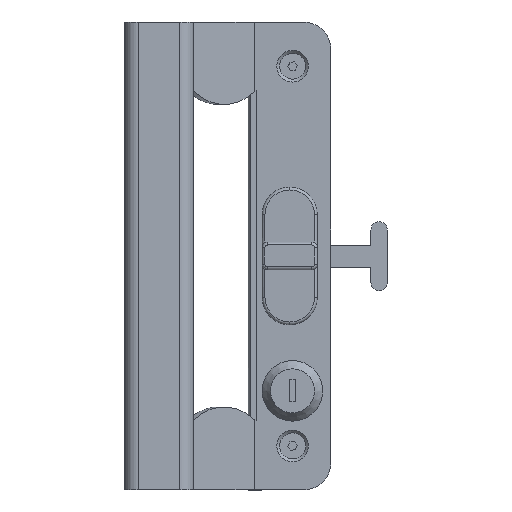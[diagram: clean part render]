
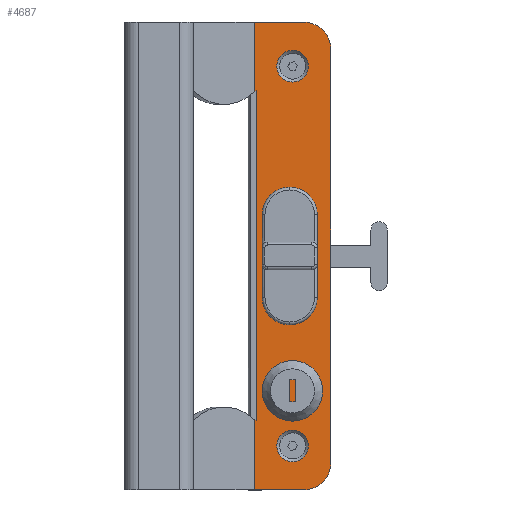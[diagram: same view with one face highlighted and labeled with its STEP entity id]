
A CAD part, top view. The second image highlights one B-rep face of the part: STEP entity #4687.
In plain terms, the highlighted planar face has unit normal (0, 0, 1).
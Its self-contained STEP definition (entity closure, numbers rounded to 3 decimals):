
#79 = VERTEX_POINT ( 'NONE', #5304 ) ;
#112 = EDGE_CURVE ( 'NONE', #4865, #625, #2421, .T. ) ;
#175 = DIRECTION ( 'NONE',  ( -1., 0., 0. ) ) ;
#237 = AXIS2_PLACEMENT_3D ( 'NONE', #2673, #4801, #513 ) ;
#255 = VECTOR ( 'NONE', #1093, 1000. ) ;
#279 = EDGE_LOOP ( 'NONE', ( #3725, #463, #2884, #2204, #577, #323, #4502, #4157, #1370, #3732 ) ) ;
#303 = CARTESIAN_POINT ( 'NONE',  ( 53.185, -39.704, 512. ) ) ;
#323 = ORIENTED_EDGE ( 'NONE', *, *, #2703, .F. ) ;
#463 = ORIENTED_EDGE ( 'NONE', *, *, #673, .F. ) ;
#513 = DIRECTION ( 'NONE',  ( 0., -1., 0. ) ) ;
#552 = CARTESIAN_POINT ( 'NONE',  ( 52.478, -64.823, 512. ) ) ;
#565 = AXIS2_PLACEMENT_3D ( 'NONE', #2435, #4153, #2861 ) ;
#577 = ORIENTED_EDGE ( 'NONE', *, *, #2512, .F. ) ;
#625 = VERTEX_POINT ( 'NONE', #1744 ) ;
#658 = CARTESIAN_POINT ( 'NONE',  ( 52.951, -39.588, 512. ) ) ;
#673 = EDGE_CURVE ( 'NONE', #2509, #2377, #2157, .T. ) ;
#685 = VERTEX_POINT ( 'NONE', #3440 ) ;
#721 = AXIS2_PLACEMENT_3D ( 'NONE', #1030, #1475, #175 ) ;
#757 = EDGE_LOOP ( 'NONE', ( #1094 ) ) ;
#796 = VERTEX_POINT ( 'NONE', #3368 ) ;
#814 = LINE ( 'NONE', #5065, #2624 ) ;
#880 = VECTOR ( 'NONE', #1689, 1000. ) ;
#948 = CARTESIAN_POINT ( 'NONE',  ( 52.478, 105.177, 512. ) ) ;
#1016 = DIRECTION ( 'NONE',  ( 0., 0., -1. ) ) ;
#1030 = CARTESIAN_POINT ( 'NONE',  ( 70.356, -54.823, 512. ) ) ;
#1079 = VERTEX_POINT ( 'NONE', #4491 ) ;
#1092 = CARTESIAN_POINT ( 'NONE',  ( 52.478, -39.36, 512. ) ) ;
#1093 = DIRECTION ( 'NONE',  ( 1., 0., 0. ) ) ;
#1094 = ORIENTED_EDGE ( 'NONE', *, *, #2167, .T. ) ;
#1221 = VECTOR ( 'NONE', #3564, 1000. ) ;
#1370 = ORIENTED_EDGE ( 'NONE', *, *, #1891, .T. ) ;
#1409 = FACE_BOUND ( 'NONE', #2310, .T. ) ;
#1475 = DIRECTION ( 'NONE',  ( 0., 0., -1. ) ) ;
#1492 = PLANE ( 'NONE',  #2831 ) ;
#1689 = DIRECTION ( 'NONE',  ( 0., 1., 0. ) ) ;
#1744 = CARTESIAN_POINT ( 'NONE',  ( 70.356, -64.823, 512. ) ) ;
#1770 = CARTESIAN_POINT ( 'NONE',  ( 53.185, -64.823, 512. ) ) ;
#1828 = CARTESIAN_POINT ( 'NONE',  ( 52.478, -64.823, 512. ) ) ;
#1891 = EDGE_CURVE ( 'NONE', #4865, #3689, #814, .T. ) ;
#2068 = DIRECTION ( 'NONE',  ( -1., 0., 0. ) ) ;
#2157 = LINE ( 'NONE', #4262, #880 ) ;
#2164 = LINE ( 'NONE', #2638, #1221 ) ;
#2167 = EDGE_CURVE ( 'NONE', #796, #796, #3166, .T. ) ;
#2181 = VERTEX_POINT ( 'NONE', #303 ) ;
#2200 = DIRECTION ( 'NONE',  ( 1., 0., 0. ) ) ;
#2204 = ORIENTED_EDGE ( 'NONE', *, *, #2921, .F. ) ;
#2236 = FACE_OUTER_BOUND ( 'NONE', #279, .T. ) ;
#2310 = EDGE_LOOP ( 'NONE', ( #2323 ) ) ;
#2322 =( BOUNDED_CURVE ( )  B_SPLINE_CURVE ( 3, ( #3825, #4660, #5539, #4689 ),
 .UNSPECIFIED., .F., .F. ) 
 B_SPLINE_CURVE_WITH_KNOTS ( ( 4, 4 ),
 ( 0.957, 0.979 ),
 .UNSPECIFIED. ) 
 CURVE ( )  GEOMETRIC_REPRESENTATION_ITEM ( )  RATIONAL_B_SPLINE_CURVE ( ( 1., 1., 1., 1. ) ) 
 REPRESENTATION_ITEM ( '' )  );
#2323 = ORIENTED_EDGE ( 'NONE', *, *, #5509, .T. ) ;
#2371 = CARTESIAN_POINT ( 'NONE',  ( 53.185, -39.704, 512. ) ) ;
#2377 = VERTEX_POINT ( 'NONE', #5369 ) ;
#2421 = CIRCLE ( 'NONE', #721, 10. ) ;
#2435 = CARTESIAN_POINT ( 'NONE',  ( 66.417, -48.823, 512. ) ) ;
#2509 = VERTEX_POINT ( 'NONE', #2824 ) ;
#2512 = EDGE_CURVE ( 'NONE', #79, #2181, #2527, .T. ) ;
#2527 =( BOUNDED_CURVE ( )  B_SPLINE_CURVE ( 3, ( #1092, #4505, #658, #2371 ),
 .UNSPECIFIED., .F., .F. ) 
 B_SPLINE_CURVE_WITH_KNOTS ( ( 4, 4 ),
 ( 5.304, 5.326 ),
 .UNSPECIFIED. ) 
 CURVE ( )  GEOMETRIC_REPRESENTATION_ITEM ( )  RATIONAL_B_SPLINE_CURVE ( ( 1., 1., 1., 1. ) ) 
 REPRESENTATION_ITEM ( '' )  );
#2624 = VECTOR ( 'NONE', #3386, 1000. ) ;
#2638 = CARTESIAN_POINT ( 'NONE',  ( 52.478, -64.823, 512. ) ) ;
#2648 = AXIS2_PLACEMENT_3D ( 'NONE', #4272, #3399, #2068 ) ;
#2650 = LINE ( 'NONE', #948, #4962 ) ;
#2673 = CARTESIAN_POINT ( 'NONE',  ( 66.417, 89.177, 512. ) ) ;
#2703 = EDGE_CURVE ( 'NONE', #4665, #79, #2164, .T. ) ;
#2743 = CIRCLE ( 'NONE', #2648, 10. ) ;
#2824 = CARTESIAN_POINT ( 'NONE',  ( 52.478, 79.93, 512. ) ) ;
#2831 = AXIS2_PLACEMENT_3D ( 'NONE', #552, #1016, #4874 ) ;
#2861 = DIRECTION ( 'NONE',  ( 0., -1., 0. ) ) ;
#2884 = ORIENTED_EDGE ( 'NONE', *, *, #5402, .F. ) ;
#2921 = EDGE_CURVE ( 'NONE', #2181, #685, #5170, .T. ) ;
#2990 = DIRECTION ( 'NONE',  ( 0., 1., 0. ) ) ;
#3166 = CIRCLE ( 'NONE', #565, 5.75 ) ;
#3213 = CARTESIAN_POINT ( 'NONE',  ( 52.478, -64.823, 512. ) ) ;
#3252 = VERTEX_POINT ( 'NONE', #5164 ) ;
#3368 = CARTESIAN_POINT ( 'NONE',  ( 66.417, -54.573, 512. ) ) ;
#3374 = EDGE_CURVE ( 'NONE', #4665, #625, #4920, .T. ) ;
#3386 = DIRECTION ( 'NONE',  ( 0., 1., 0. ) ) ;
#3399 = DIRECTION ( 'NONE',  ( 0., 0., -1. ) ) ;
#3440 = CARTESIAN_POINT ( 'NONE',  ( 53.185, 80.275, 512. ) ) ;
#3564 = DIRECTION ( 'NONE',  ( 0., 1., 0. ) ) ;
#3689 = VERTEX_POINT ( 'NONE', #3707 ) ;
#3707 = CARTESIAN_POINT ( 'NONE',  ( 80.356, 95.177, 512. ) ) ;
#3725 = ORIENTED_EDGE ( 'NONE', *, *, #4002, .F. ) ;
#3732 = ORIENTED_EDGE ( 'NONE', *, *, #5305, .F. ) ;
#3825 = CARTESIAN_POINT ( 'NONE',  ( 53.185, 80.275, 512. ) ) ;
#4002 = EDGE_CURVE ( 'NONE', #2377, #3252, #2650, .T. ) ;
#4153 = DIRECTION ( 'NONE',  ( 0., 0., -1. ) ) ;
#4157 = ORIENTED_EDGE ( 'NONE', *, *, #112, .F. ) ;
#4203 = CARTESIAN_POINT ( 'NONE',  ( 80.356, -54.823, 512. ) ) ;
#4262 = CARTESIAN_POINT ( 'NONE',  ( 52.478, -64.823, 512. ) ) ;
#4272 = CARTESIAN_POINT ( 'NONE',  ( 70.356, 95.177, 512. ) ) ;
#4372 = FACE_BOUND ( 'NONE', #757, .T. ) ;
#4491 = CARTESIAN_POINT ( 'NONE',  ( 66.417, 83.427, 512. ) ) ;
#4502 = ORIENTED_EDGE ( 'NONE', *, *, #3374, .T. ) ;
#4505 = CARTESIAN_POINT ( 'NONE',  ( 52.715, -39.473, 512. ) ) ;
#4660 = CARTESIAN_POINT ( 'NONE',  ( 52.951, 80.158, 512. ) ) ;
#4665 = VERTEX_POINT ( 'NONE', #1828 ) ;
#4687 = ADVANCED_FACE ( 'NONE', ( #1409, #4372, #2236 ), #1492, .F. ) ;
#4689 = CARTESIAN_POINT ( 'NONE',  ( 52.478, 79.93, 512. ) ) ;
#4697 = VECTOR ( 'NONE', #2990, 1000. ) ;
#4801 = DIRECTION ( 'NONE',  ( 0., 0., -1. ) ) ;
#4865 = VERTEX_POINT ( 'NONE', #4203 ) ;
#4874 = DIRECTION ( 'NONE',  ( -1., 0., 0. ) ) ;
#4920 = LINE ( 'NONE', #3213, #255 ) ;
#4962 = VECTOR ( 'NONE', #2200, 1000. ) ;
#5058 = CIRCLE ( 'NONE', #237, 5.75 ) ;
#5065 = CARTESIAN_POINT ( 'NONE',  ( 80.356, -64.823, 512. ) ) ;
#5164 = CARTESIAN_POINT ( 'NONE',  ( 70.356, 105.177, 512. ) ) ;
#5170 = LINE ( 'NONE', #1770, #4697 ) ;
#5304 = CARTESIAN_POINT ( 'NONE',  ( 52.478, -39.36, 512. ) ) ;
#5305 = EDGE_CURVE ( 'NONE', #3252, #3689, #2743, .T. ) ;
#5369 = CARTESIAN_POINT ( 'NONE',  ( 52.478, 105.177, 512. ) ) ;
#5402 = EDGE_CURVE ( 'NONE', #685, #2509, #2322, .T. ) ;
#5509 = EDGE_CURVE ( 'NONE', #1079, #1079, #5058, .T. ) ;
#5539 = CARTESIAN_POINT ( 'NONE',  ( 52.715, 80.043, 512. ) ) ;
